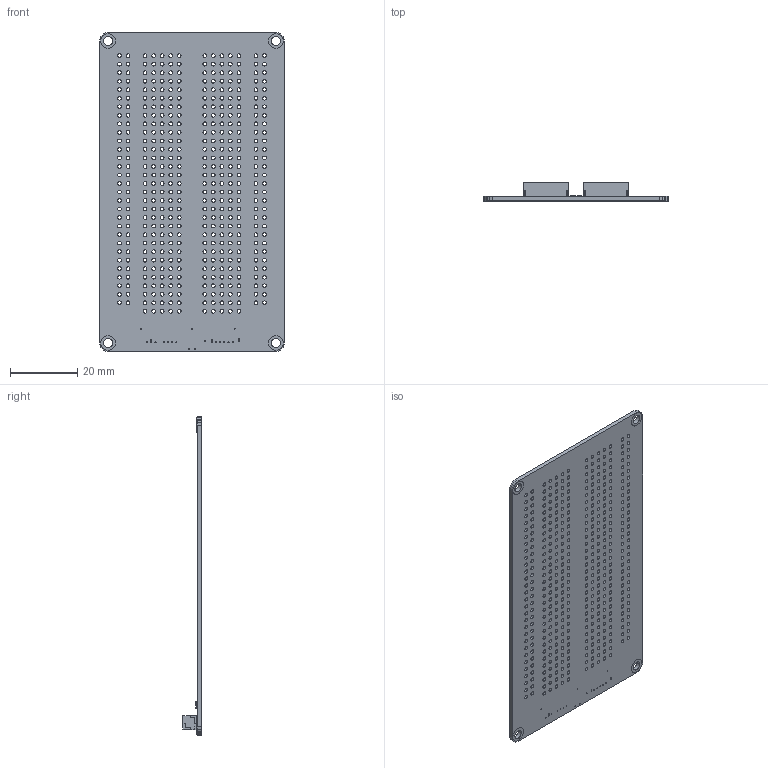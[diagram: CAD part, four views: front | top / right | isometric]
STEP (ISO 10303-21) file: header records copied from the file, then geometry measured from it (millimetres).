
FILE_DESCRIPTION (( 'STEP AP214' ), '1' );
FILE_NAME ('NSE-1128-1.step', '2020-11-07T00:01:50', ( '' ), ( '' ), 'SwSTEP 2.0', 'SolidWorks 2016', '' );
FILE_SCHEMA (( 'AUTOMOTIVE_DESIGN' ));
Length unit declared in the file: millimetre
Products named in the file (5): rescax-8_1x2x0.5; NSE-1128-1; Module^NSE-1128-1; CON-1012-8; Board_NSE-1128-1
Assembly tree (7 placements, depth 3):
  NSE-1128-1
    Module^NSE-1128-1
      Board_NSE-1128-1
      CON-1012-8  x2
      rescax-8_1x2x0.5  x3
Bounding box: 55 x 5.41 x 95 mm (x, y, z)
Volume: 6004.4 mm3; surface area: 12799 mm2
Topology: 6 solids, 6 shells, 1988 faces, 5722 edges, 3760 vertices
Faces by surface type: plane 1054, cylinder 934
Entity records: 62343 total; most frequent: DIRECTION 8762, CARTESIAN_POINT 8496, ORIENTED_EDGE 8252, EDGE_CURVE 4126, AXIS2_PLACEMENT_3D 3286, VERTEX_POINT 2732, EDGE_LOOP 2346, VECTOR 2190
